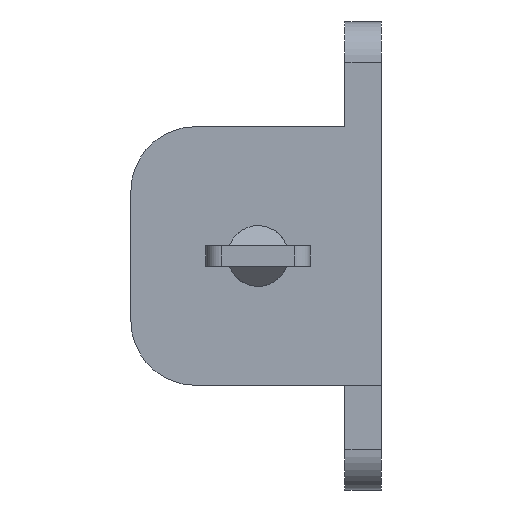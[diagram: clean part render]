
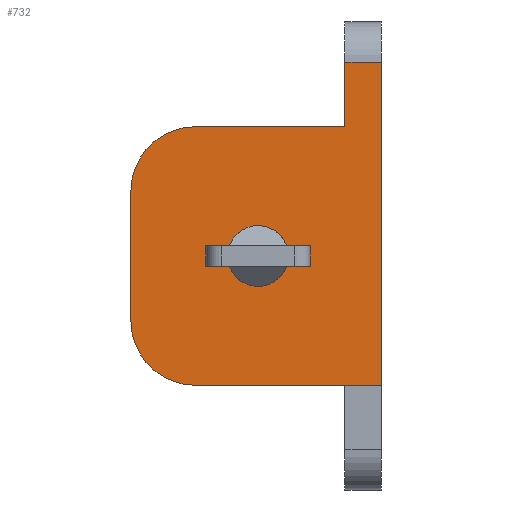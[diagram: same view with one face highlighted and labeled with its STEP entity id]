
A CAD part, left-side view. The second image highlights one B-rep face of the part: STEP entity #732.
In plain terms, the highlighted planar face has unit normal (-1, 0, 0).
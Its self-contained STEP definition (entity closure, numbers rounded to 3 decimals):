
#48=PLANE('',#814);
#79=LINE('',#1154,#139);
#87=LINE('',#1175,#147);
#91=LINE('',#1182,#151);
#99=LINE('',#1210,#159);
#105=LINE('',#1232,#165);
#108=LINE('',#1238,#168);
#139=VECTOR('',#943,11.49);
#147=VECTOR('',#961,9.25);
#151=VECTOR('',#967,8.);
#159=VECTOR('',#995,19.98);
#165=VECTOR('',#1019,2.24);
#168=VECTOR('',#1028,3.98);
#184=FACE_BOUND('',#284,.T.);
#226=FACE_OUTER_BOUND('',#283,.T.);
#283=EDGE_LOOP('',(#666,#667,#668,#669,#670,#671,#672,#673));
#284=EDGE_LOOP('',(#674));
#291=CIRCLE('',#753,1.875);
#299=CIRCLE('',#780,4.);
#302=CIRCLE('',#786,4.);
#329=VERTEX_POINT('',#1080);
#345=VERTEX_POINT('',#1137);
#346=VERTEX_POINT('',#1138);
#352=VERTEX_POINT('',#1152);
#358=VERTEX_POINT('',#1168);
#359=VERTEX_POINT('',#1170);
#360=VERTEX_POINT('',#1174);
#372=VERTEX_POINT('',#1208);
#379=VERTEX_POINT('',#1230);
#401=EDGE_CURVE('',#329,#329,#291,.T.);
#427=EDGE_CURVE('',#345,#346,#299,.T.);
#435=EDGE_CURVE('',#345,#352,#79,.T.);
#443=EDGE_CURVE('',#358,#359,#302,.T.);
#445=EDGE_CURVE('',#360,#359,#87,.T.);
#449=EDGE_CURVE('',#346,#358,#91,.T.);
#463=EDGE_CURVE('',#352,#372,#99,.T.);
#474=EDGE_CURVE('',#379,#372,#105,.T.);
#477=EDGE_CURVE('',#360,#379,#108,.T.);
#666=ORIENTED_EDGE('',*,*,#427,.F.);
#667=ORIENTED_EDGE('',*,*,#435,.T.);
#668=ORIENTED_EDGE('',*,*,#463,.T.);
#669=ORIENTED_EDGE('',*,*,#474,.F.);
#670=ORIENTED_EDGE('',*,*,#477,.F.);
#671=ORIENTED_EDGE('',*,*,#445,.T.);
#672=ORIENTED_EDGE('',*,*,#443,.F.);
#673=ORIENTED_EDGE('',*,*,#449,.F.);
#674=ORIENTED_EDGE('',*,*,#401,.T.);
#732=ADVANCED_FACE('',(#226,#184),#48,.T.);
#753=AXIS2_PLACEMENT_3D('',#1081,#863,#864);
#780=AXIS2_PLACEMENT_3D('',#1139,#931,#932);
#786=AXIS2_PLACEMENT_3D('',#1171,#956,#957);
#814=AXIS2_PLACEMENT_3D('',#1243,#1035,#1036);
#863=DIRECTION('center_axis',(1.,0.,0.));
#864=DIRECTION('ref_axis',(0.,0.,1.));
#931=DIRECTION('center_axis',(1.,0.,0.));
#932=DIRECTION('ref_axis',(0.,0.707,-0.707));
#943=DIRECTION('',(0.,-1.,0.));
#956=DIRECTION('center_axis',(1.,0.,0.));
#957=DIRECTION('ref_axis',(0.,0.707,0.707));
#961=DIRECTION('',(0.,1.,0.));
#967=DIRECTION('',(0.,0.,1.));
#995=DIRECTION('',(0.,0.,1.));
#1019=DIRECTION('',(0.,-1.,0.));
#1028=DIRECTION('',(0.,0.,1.));
#1035=DIRECTION('center_axis',(-1.,0.,0.));
#1036=DIRECTION('ref_axis',(0.,0.,1.));
#1080=CARTESIAN_POINT('',(0.,7.62,12.605));
#1081=CARTESIAN_POINT('Origin',(0.,7.62,14.48));
#1137=CARTESIAN_POINT('',(0.,11.49,6.48));
#1138=CARTESIAN_POINT('',(0.,15.49,10.48));
#1139=CARTESIAN_POINT('Origin',(0.,11.49,10.48));
#1152=CARTESIAN_POINT('',(0.,0.,6.48));
#1154=CARTESIAN_POINT('',(0.,0.,6.48));
#1168=CARTESIAN_POINT('',(0.,15.49,18.48));
#1170=CARTESIAN_POINT('',(0.,11.49,22.48));
#1171=CARTESIAN_POINT('Origin',(0.,11.49,18.48));
#1174=CARTESIAN_POINT('',(0.,2.24,22.48));
#1175=CARTESIAN_POINT('',(0.,2.24,22.48));
#1182=CARTESIAN_POINT('',(0.,15.49,22.48));
#1208=CARTESIAN_POINT('',(0.,0.,26.46));
#1210=CARTESIAN_POINT('',(0.,0.,0.));
#1230=CARTESIAN_POINT('',(0.,2.24,26.46));
#1232=CARTESIAN_POINT('',(0.,0.,26.46));
#1238=CARTESIAN_POINT('',(0.,2.24,0.));
#1243=CARTESIAN_POINT('Origin',(0.,0.,0.));
